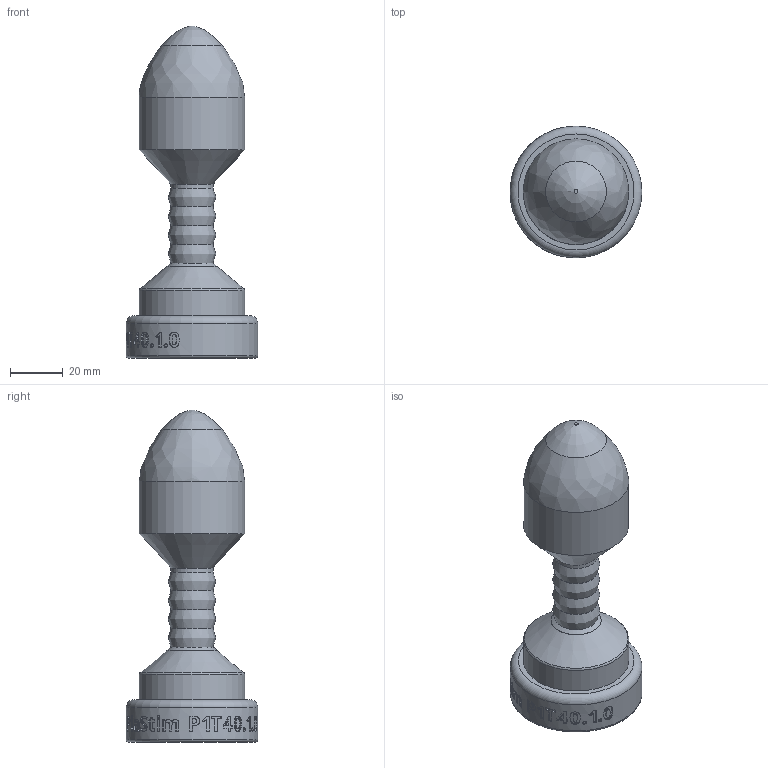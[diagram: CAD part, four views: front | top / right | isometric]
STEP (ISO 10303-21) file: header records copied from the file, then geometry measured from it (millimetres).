
FILE_DESCRIPTION(/* description */ ('STEP AP242 Edition 2','CAx-IF Rec.Pracs.---Representation and Presentation of Product Manufacturing Information (PMI)---4.0---2014-10-13','CAx-IF Rec.Pracs.---3D Tessellated Geometry---0.4---2014-09-14','2;1','CAx-IF Rec.Pracs.---User Defined Attributes---1.5---2016-08-15'),/* implementation_level */ '2;1');
FILE_NAME(/* name */ '693ca5f02194c8f9e60d8912',/* time_stamp */ '2025-12-12T23:32:01Z',/* author */ (''),/* organization */ (''),/* preprocessor_version */ 'ST-DEVELOPER v20',/* originating_system */ 'ONSHAPE BY PTC INC, 1.208',/* authorisation */ ' ');
FILE_SCHEMA (('AP242_MANAGED_MODEL_BASED_3D_ENGINEERING_MIM_LF { 1 0 10303 442 3 1 4 }'));
Length unit declared in the file: metre
Products named in the file (7): Insulator; Base; Shaft; Head; Tip; Insulator Base
Bounding box: 50 x 50 x 126 mm (x, y, z)
Volume: 109152.9 mm3; surface area: 39785.9 mm2
Topology: 7 solids, 7 shells, 502 faces, 1348 edges, 894 vertices
Faces by surface type: bspline 199, plane 188, cylinder 109, cone 3, torus 3
Full cylindrical faces by diameter (mm): 4.15 x7, 8 x2, 12 x2, 16 x5, 19 x2, 40 x3, 50 x1
Entity records: 17217 total; most frequent: CARTESIAN_POINT 5752, ORIENTED_EDGE 2610, DIRECTION 1802, EDGE_CURVE 1305, VERTEX_POINT 885, AXIS2_PLACEMENT_3D 601, LINE 600, VECTOR 600
